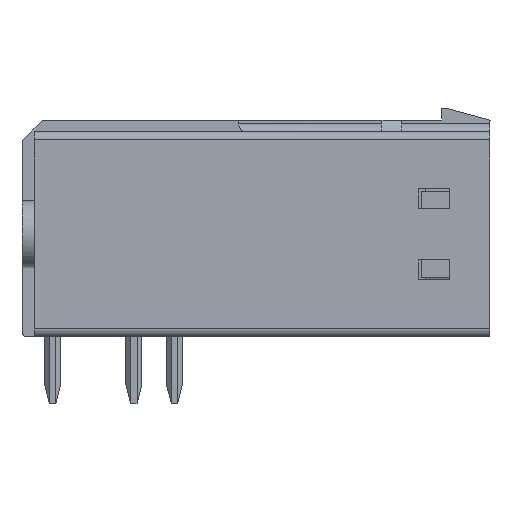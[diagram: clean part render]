
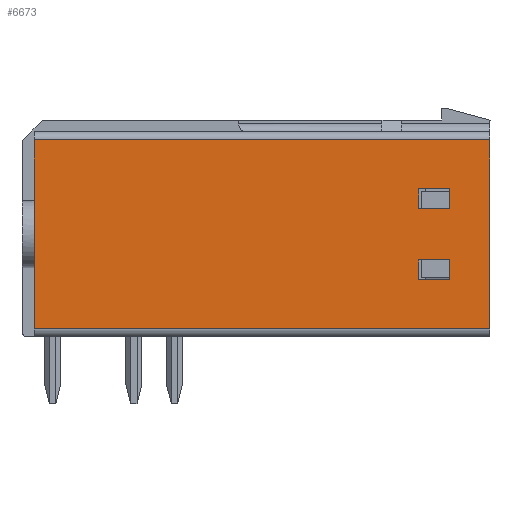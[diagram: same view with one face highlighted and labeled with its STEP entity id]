
A CAD part, left-side view. The second image highlights one B-rep face of the part: STEP entity #6673.
In plain terms, the highlighted planar face has unit normal (-1, 0, 0).
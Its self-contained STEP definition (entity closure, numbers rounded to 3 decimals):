
#6673=ADVANCED_FACE('',(#17197,#17198,#17199),#17200,.T.);
#7137=EDGE_CURVE('',#17932,#17929,#17933,.T.);
#7159=EDGE_CURVE('',#17932,#17967,#17968,.T.);
#7161=EDGE_CURVE('',#17929,#17970,#17971,.T.);
#7163=EDGE_CURVE('',#17970,#17967,#17973,.T.);
#7165=EDGE_CURVE('',#17975,#17976,#17977,.T.);
#7167=EDGE_CURVE('',#17979,#17975,#17980,.T.);
#7169=EDGE_CURVE('',#17982,#17979,#17983,.T.);
#7171=EDGE_CURVE('',#17982,#17976,#17985,.T.);
#7173=EDGE_CURVE('',#17987,#17988,#17989,.T.);
#7175=EDGE_CURVE('',#17991,#17987,#17992,.T.);
#7177=EDGE_CURVE('',#17994,#17991,#17995,.T.);
#7179=EDGE_CURVE('',#17994,#17988,#17997,.T.);
#17197=FACE_OUTER_BOUND('',#32628,.T.);
#17198=FACE_BOUND('',#32629,.T.);
#17199=FACE_BOUND('',#32630,.T.);
#17200=PLANE('',#32631);
#17929=VERTEX_POINT('',#34167);
#17932=VERTEX_POINT('',#34171);
#17933=LINE('',#34172,#34173);
#17967=VERTEX_POINT('',#34221);
#17968=LINE('',#34222,#34223);
#17970=VERTEX_POINT('',#34226);
#17971=LINE('',#34227,#34228);
#17973=LINE('',#34231,#34232);
#17975=VERTEX_POINT('',#34235);
#17976=VERTEX_POINT('',#34236);
#17977=LINE('',#34237,#34238);
#17979=VERTEX_POINT('',#34241);
#17980=LINE('',#34242,#34243);
#17982=VERTEX_POINT('',#34246);
#17983=LINE('',#34247,#34248);
#17985=LINE('',#34251,#34252);
#17987=VERTEX_POINT('',#34255);
#17988=VERTEX_POINT('',#34256);
#17989=LINE('',#34257,#34258);
#17991=VERTEX_POINT('',#34261);
#17992=LINE('',#34262,#34263);
#17994=VERTEX_POINT('',#34266);
#17995=LINE('',#34267,#34268);
#17997=LINE('',#34271,#34272);
#32628=EDGE_LOOP('',(#55744,#55745,#55746,#55747));
#32629=EDGE_LOOP('',(#55748,#55749,#55750,#55751));
#32630=EDGE_LOOP('',(#55752,#55753,#55754,#55755));
#32631=AXIS2_PLACEMENT_3D('',#55756,#55757,#55758);
#34167=CARTESIAN_POINT('',(-8.05,0.0,0.5));
#34171=CARTESIAN_POINT('',(-8.05,28.5,0.5));
#34172=CARTESIAN_POINT('',(-8.05,28.5,0.5));
#34173=VECTOR('',#57233,1.0);
#34221=CARTESIAN_POINT('',(-8.05,28.5,12.3));
#34222=CARTESIAN_POINT('',(-8.05,28.5,0.5));
#34223=VECTOR('',#57258,1.0);
#34226=CARTESIAN_POINT('',(-8.05,0.0,12.3));
#34227=CARTESIAN_POINT('',(-8.05,0.,0.5));
#34228=VECTOR('',#57259,1.0);
#34231=CARTESIAN_POINT('',(-8.05,0.0,12.3));
#34232=VECTOR('',#57260,1.0);
#34235=CARTESIAN_POINT('',(-8.05,2.5,3.55));
#34236=CARTESIAN_POINT('',(-8.05,2.5,4.8));
#34237=CARTESIAN_POINT('',(-8.05,2.5,3.55));
#34238=VECTOR('',#57261,1.0);
#34241=CARTESIAN_POINT('',(-8.05,4.45,3.55));
#34242=CARTESIAN_POINT('',(-8.05,4.45,3.55));
#34243=VECTOR('',#57262,1.0);
#34246=CARTESIAN_POINT('',(-8.05,4.45,4.8));
#34247=CARTESIAN_POINT('',(-8.05,4.45,4.8));
#34248=VECTOR('',#57263,1.0);
#34251=CARTESIAN_POINT('',(-8.05,4.45,4.8));
#34252=VECTOR('',#57264,1.0);
#34255=CARTESIAN_POINT('',(-8.05,4.45,9.25));
#34256=CARTESIAN_POINT('',(-8.05,4.45,8.));
#34257=CARTESIAN_POINT('',(-8.05,4.45,9.25));
#34258=VECTOR('',#57265,1.0);
#34261=CARTESIAN_POINT('',(-8.05,2.5,9.25));
#34262=CARTESIAN_POINT('',(-8.05,2.5,9.25));
#34263=VECTOR('',#57266,1.0);
#34266=CARTESIAN_POINT('',(-8.05,2.5,8.));
#34267=CARTESIAN_POINT('',(-8.05,2.5,8.));
#34268=VECTOR('',#57267,1.0);
#34271=CARTESIAN_POINT('',(-8.05,2.5,8.));
#34272=VECTOR('',#57268,1.0);
#55744=ORIENTED_EDGE('',*,*,#7159,.F.);
#55745=ORIENTED_EDGE('',*,*,#7137,.T.);
#55746=ORIENTED_EDGE('',*,*,#7161,.T.);
#55747=ORIENTED_EDGE('',*,*,#7163,.T.);
#55748=ORIENTED_EDGE('',*,*,#7165,.F.);
#55749=ORIENTED_EDGE('',*,*,#7167,.F.);
#55750=ORIENTED_EDGE('',*,*,#7169,.F.);
#55751=ORIENTED_EDGE('',*,*,#7171,.T.);
#55752=ORIENTED_EDGE('',*,*,#7173,.F.);
#55753=ORIENTED_EDGE('',*,*,#7175,.F.);
#55754=ORIENTED_EDGE('',*,*,#7177,.F.);
#55755=ORIENTED_EDGE('',*,*,#7179,.T.);
#55756=CARTESIAN_POINT('',(-8.05,29.213,12.595));
#55757=DIRECTION('',(-1.0,0.,0.));
#55758=DIRECTION('',(0.,1.0,0.0));
#57233=DIRECTION('',(0.,-1.0,0.));
#57258=DIRECTION('',(0.,0.,1.0));
#57259=DIRECTION('',(0.,0.,1.0));
#57260=DIRECTION('',(0.0,1.0,0.));
#57261=DIRECTION('',(0.,0.,1.0));
#57262=DIRECTION('',(0.,-1.0,0.));
#57263=DIRECTION('',(0.,0.,-1.0));
#57264=DIRECTION('',(0.,-1.0,0.));
#57265=DIRECTION('',(0.,0.,-1.0));
#57266=DIRECTION('',(0.,1.0,0.));
#57267=DIRECTION('',(0.,0.,1.0));
#57268=DIRECTION('',(0.,1.0,0.));
